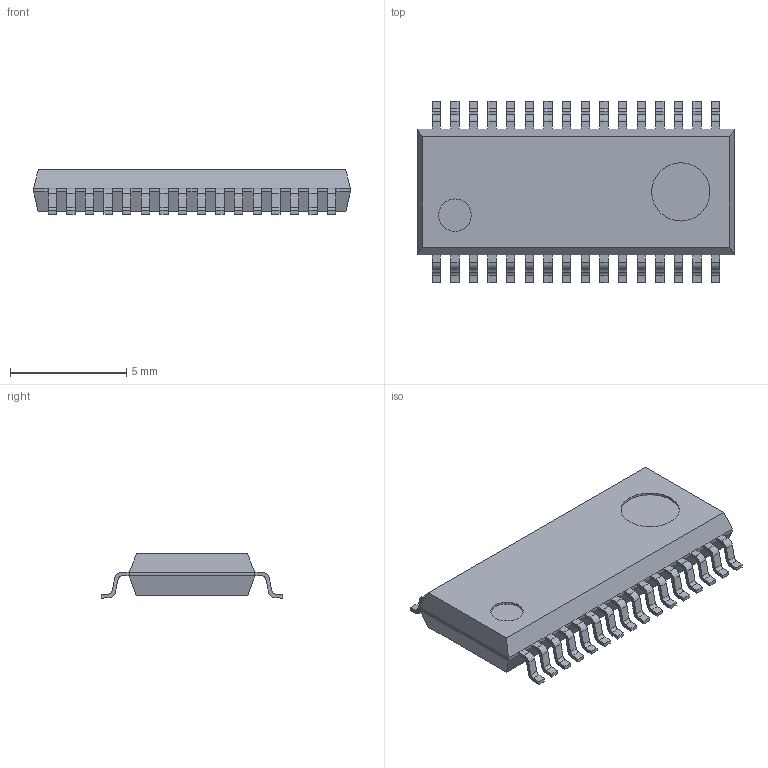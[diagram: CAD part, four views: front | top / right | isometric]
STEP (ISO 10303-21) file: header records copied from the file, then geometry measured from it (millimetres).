
FILE_DESCRIPTION (( 'STEP AP214' ), '1' );
FILE_NAME ('SSOP-A32.STEP', '2020-12-15T05:37:59', ( '' ), ( '' ), 'SwSTEP 2.0', 'SolidWorks 2013', '' );
FILE_SCHEMA (( 'AUTOMOTIVE_DESIGN' ));
Length unit declared in the file: millimetre
Products named in the file (1): SSOP-A32
Bounding box: 13.6 x 7.8 x 1.91 mm (x, y, z)
Volume: 125.3 mm3; surface area: 258.3 mm2
Topology: 1 solids, 1 shells, 471 faces, 1262 edges, 796 vertices
Faces by surface type: plane 337, cylinder 134
Entity records: 19088 total; most frequent: CARTESIAN_POINT 2530, ORIENTED_EDGE 2524, DIRECTION 2474, EDGE_CURVE 1262, VECTOR 994, LINE 994, VERTEX_POINT 796, AXIS2_PLACEMENT_3D 740
